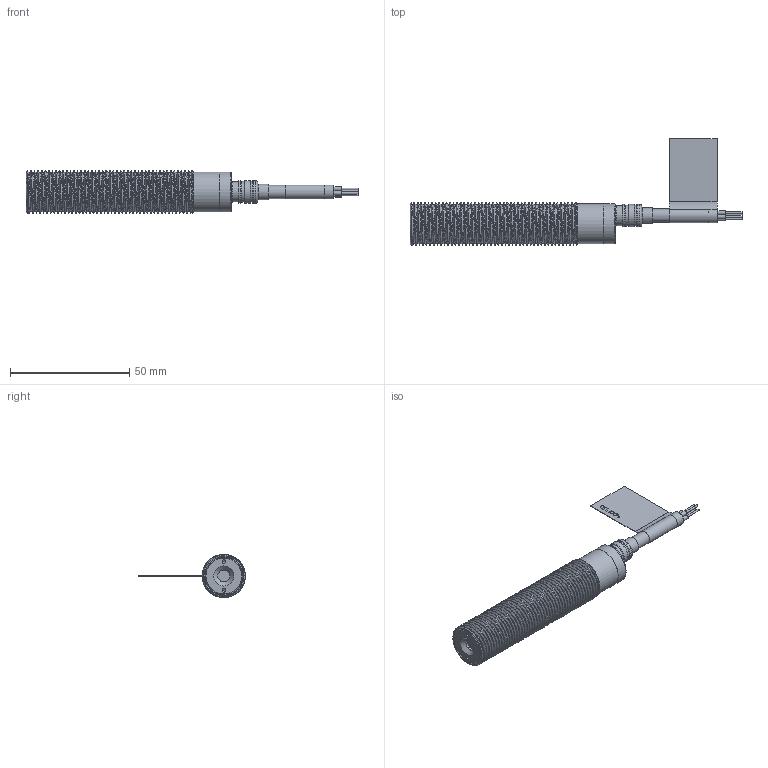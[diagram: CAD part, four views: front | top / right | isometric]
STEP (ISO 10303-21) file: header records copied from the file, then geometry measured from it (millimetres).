
FILE_DESCRIPTION(/* description */ ('Unknown'),/* implementation_level */ '2;1');
FILE_NAME(/* name */ '_DOG-M18-76V',/* time_stamp */ '2021-08-17T09:30:51+05:00',/* author */ ('Unknown'),/* organization */ ('Unknown'),/* preprocessor_version */ 'ST-DEVELOPER v16.7',/* originating_system */ 'Solid Edge',/* authorisation */ 'Unknown');
FILE_SCHEMA (('AUTOMOTIVE_DESIGN {1 0 10303 214 3 1 1}'));
Length unit declared in the file: millimetre
Products named in the file (18): 12.084.000 ãîðÿ÷ îáúåê; 12.380.000 ﾄﾎﾃ-ﾌ18-76ﾂ-1113; 12.598.000; Â0.039 Âòóëêà; BPW24R ñâåòîäèîä; Ïðîâîä çàçåìëåíèÿ ÌÃÒÔ 0,12; Ýòèêåòêà 70õ20 äëÿ ÂÁÈ-Ì12 íà êàáåëü; Êîëüöî 13,0õ1,0 (013-015-10); òðóáêà òåðìîóñàäî÷íàÿ Ì12; Ý6.007   (Þ01Ý611Õ)  Êàáåëü ; ﾑ粢蒻鮏 L-934; Êîëüöî 1,50õ1,0 (001,5-003,5-1,0); À4.012 Îïðàâà; Î3.005 Ñòåêëî çàùèòíîå; Ê0.009 Óäëèíèòåëü ðåãóëèðîâî÷íîãî ðåçèñòîðà; 项漶蝠铄黜 疱玷耱铕 3266W; À0.194 Êîðïóñ; Á0.102 Êðûøêà
Assembly tree (17 placements, depth 3):
  12.084.000 ãîðÿ÷ îáúåê
    12.380.000 ﾄﾎﾃ-ﾌ18-76ﾂ-1113
      12.598.000
      Â0.039 Âòóëêà
      BPW24R ñâåòîäèîä
      Ïðîâîä çàçåìëåíèÿ ÌÃÒÔ 0,12
    Ýòèêåòêà 70õ20 äëÿ ÂÁÈ-Ì12 íà êàáåëü
    Êîëüöî 13,0õ1,0 (013-015-10)
    òðóáêà òåðìîóñàäî÷íàÿ Ì12
    Ý6.007   (Þ01Ý611Õ)  Êàáåëü 
    ﾑ粢蒻鮏 L-934
    Êîëüöî 1,50õ1,0 (001,5-003,5-1,0)
    À4.012 Îïðàâà
    Î3.005 Ñòåêëî çàùèòíîå
    Ê0.009 Óäëèíèòåëü ðåãóëèðîâî÷íîãî ðåçèñòîðà
    项漶蝠铄黜 疱玷耱铕 3266W
    À0.194 Êîðïóñ
    Á0.102 Êðûøêà
Bounding box: 138.99 x 44.6 x 18 mm (x, y, z)
Volume: 10074.4 mm3; surface area: 19575.2 mm2
Topology: 16 solids, 16 shells, 403 faces, 886 edges, 580 vertices
Faces by surface type: plane 248, cylinder 98, torus 29, cone 16, bspline 11, sphere 1
Full cylindrical faces by diameter (mm): 0.45 x4, 0.46 x3, 0.5 x3, 0.8 x4, 1 x4, 1.5 x2, 1.78 x1, 1.8 x8, 2.15 x1, 2.4 x1, 3 x2, 3.2 x1, 3.5 x2, 3.55 x1, 4.69 x1, 4.8 x1, 5 x1, 5.441 x1, 5.6 x1, 5.7 x1, 6.441 x1, 7.781 x1, 7.787 x1, 7.8 x2, 8.4 x3, 8.407 x1, 8.41 x1, 8.414 x1, 8.781 x1, 8.787 x1
Entity records: 21442 total; most frequent: CARTESIAN_POINT 11648, DIRECTION 1753, ORIENTED_EDGE 1448, EDGE_CURVE 724, AXIS2_PLACEMENT_3D 655, FACE_BOUND 619, EDGE_LOOP 615, VERTEX_POINT 545
